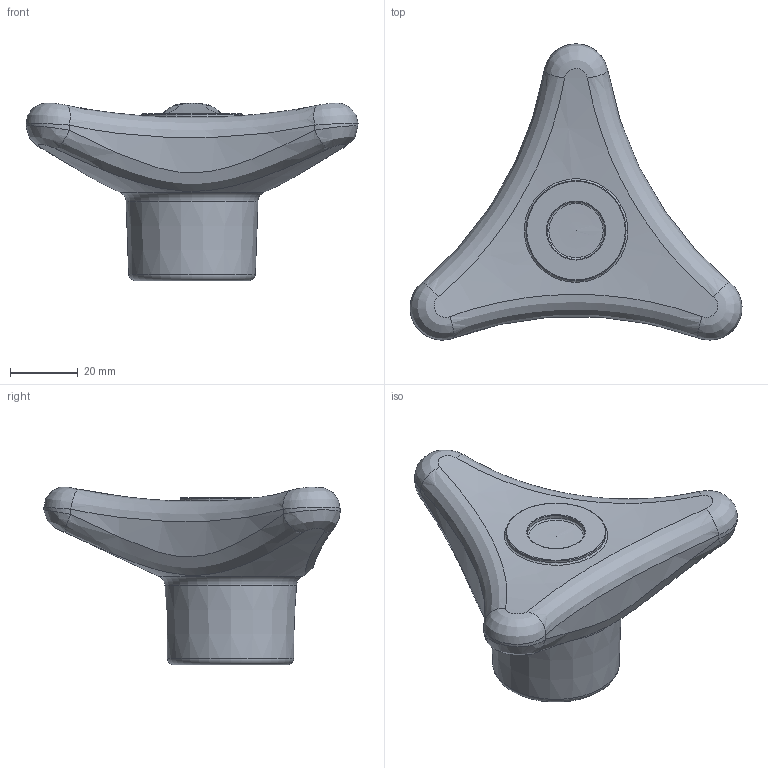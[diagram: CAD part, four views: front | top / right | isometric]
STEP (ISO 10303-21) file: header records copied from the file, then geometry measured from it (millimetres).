
FILE_DESCRIPTION( ( 'Unknown' ), '1' );
FILE_NAME( '6111080_3P110_B_M12.stp', 'Unknown', ( 'Unknown' ), ( 'Unknown' ), 'PSStep 11.0', 'Unknown', ' ' );
FILE_SCHEMA( ( 'AUTOMOTIVE_DESIGN { 1 0 10303 214 1 1 1 1 }' ) );
Length unit declared in the file: millimetre
Products named in the file (1): 6111080
Bounding box: 97.8 x 87.24 x 52.29 mm (x, y, z)
Volume: 104416.2 mm3; surface area: 15945.1 mm2
Topology: 1 solids, 1 shells, 35 faces, 80 edges, 47 vertices
Faces by surface type: bspline 14, cylinder 9, torus 6, cone 4, plane 2
Full cylindrical faces by diameter (mm): 10.106 x1, 16.957 x1, 29.458 x1
Entity records: 6431 total; most frequent: CARTESIAN_POINT 5543, ORIENTED_EDGE 114, DIRECTION 104, EDGE_CURVE 57, EDGE_LOOP 50, AXIS2_PLACEMENT_3D 49, FACE_OUTER_BOUND 45, VERTEX_POINT 41
